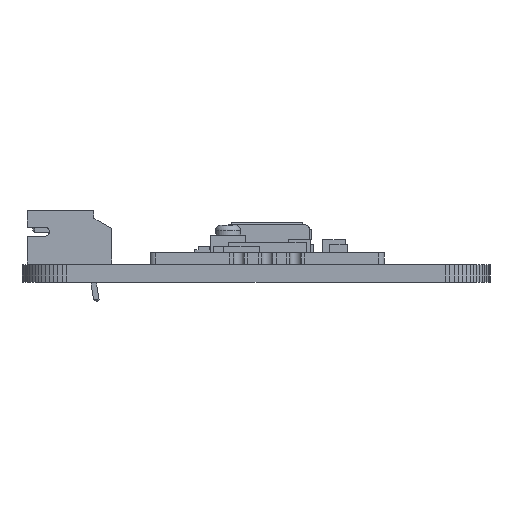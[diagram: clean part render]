
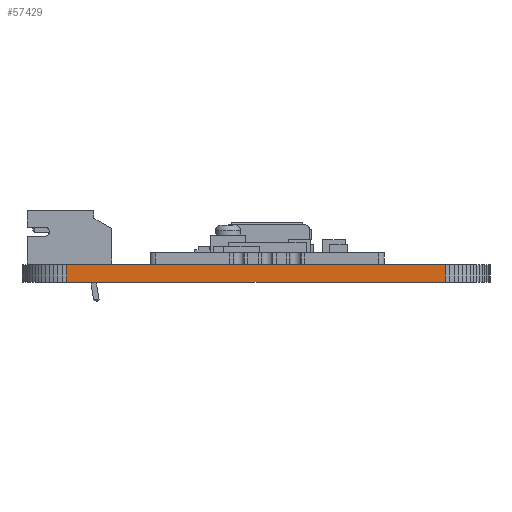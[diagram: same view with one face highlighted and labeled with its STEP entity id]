
A CAD part, front view. The second image highlights one B-rep face of the part: STEP entity #57429.
In plain terms, the highlighted planar face has unit normal (0, -1, 0).
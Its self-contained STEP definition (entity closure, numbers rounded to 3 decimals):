
#48092 = PLANE('',#48093);
#48093 = AXIS2_PLACEMENT_3D('',#48094,#48095,#48096);
#48094 = CARTESIAN_POINT('',(63.,-50.,1.58));
#48095 = DIRECTION('',(-0.,-0.,-1.));
#48096 = DIRECTION('',(-1.,0.,0.));
#48146 = PLANE('',#48147);
#48147 = AXIS2_PLACEMENT_3D('',#48148,#48149,#48150);
#48148 = CARTESIAN_POINT('',(63.,-50.,0.));
#48149 = DIRECTION('',(-0.,-0.,-1.));
#48150 = DIRECTION('',(-1.,0.,0.));
#49123 = VERTEX_POINT('',#49124);
#49124 = CARTESIAN_POINT('',(80.,-80.,0.));
#49138 = PLANE('',#49139);
#49139 = AXIS2_PLACEMENT_3D('',#49140,#49141,#49142);
#49140 = CARTESIAN_POINT('',(80.392,-79.981,0.));
#49141 = DIRECTION('',(0.049,-0.999,0.));
#49142 = DIRECTION('',(-0.999,-0.049,0.));
#49150 = EDGE_CURVE('',#49123,#49151,#49153,.T.);
#49151 = VERTEX_POINT('',#49152);
#49152 = CARTESIAN_POINT('',(46.,-80.,0.));
#49153 = SURFACE_CURVE('',#49154,(#49158,#49165),.PCURVE_S1.);
#49154 = LINE('',#49155,#49156);
#49155 = CARTESIAN_POINT('',(80.,-80.,0.));
#49156 = VECTOR('',#49157,1.);
#49157 = DIRECTION('',(-1.,0.,0.));
#49158 = PCURVE('',#48146,#49159);
#49159 = DEFINITIONAL_REPRESENTATION('',(#49160),#49164);
#49160 = LINE('',#49161,#49162);
#49161 = CARTESIAN_POINT('',(-17.,-30.));
#49162 = VECTOR('',#49163,1.);
#49163 = DIRECTION('',(1.,0.));
#49164 = ( GEOMETRIC_REPRESENTATION_CONTEXT(2) 
PARAMETRIC_REPRESENTATION_CONTEXT() REPRESENTATION_CONTEXT('2D SPACE',''
  ) );
#49165 = PCURVE('',#49166,#49171);
#49166 = PLANE('',#49167);
#49167 = AXIS2_PLACEMENT_3D('',#49168,#49169,#49170);
#49168 = CARTESIAN_POINT('',(80.,-80.,0.));
#49169 = DIRECTION('',(0.,-1.,0.));
#49170 = DIRECTION('',(-1.,0.,0.));
#49171 = DEFINITIONAL_REPRESENTATION('',(#49172),#49176);
#49172 = LINE('',#49173,#49174);
#49173 = CARTESIAN_POINT('',(0.,-0.));
#49174 = VECTOR('',#49175,1.);
#49175 = DIRECTION('',(1.,0.));
#49176 = ( GEOMETRIC_REPRESENTATION_CONTEXT(2) 
PARAMETRIC_REPRESENTATION_CONTEXT() REPRESENTATION_CONTEXT('2D SPACE',''
  ) );
#49194 = PLANE('',#49195);
#49195 = AXIS2_PLACEMENT_3D('',#49196,#49197,#49198);
#49196 = CARTESIAN_POINT('',(46.,-80.,0.));
#49197 = DIRECTION('',(-0.049,-0.999,0.));
#49198 = DIRECTION('',(-0.999,0.049,0.));
#53037 = VERTEX_POINT('',#53038);
#53038 = CARTESIAN_POINT('',(80.,-80.,1.58));
#53059 = EDGE_CURVE('',#53037,#53060,#53062,.T.);
#53060 = VERTEX_POINT('',#53061);
#53061 = CARTESIAN_POINT('',(46.,-80.,1.58));
#53062 = SURFACE_CURVE('',#53063,(#53067,#53074),.PCURVE_S1.);
#53063 = LINE('',#53064,#53065);
#53064 = CARTESIAN_POINT('',(80.,-80.,1.58));
#53065 = VECTOR('',#53066,1.);
#53066 = DIRECTION('',(-1.,0.,0.));
#53067 = PCURVE('',#48092,#53068);
#53068 = DEFINITIONAL_REPRESENTATION('',(#53069),#53073);
#53069 = LINE('',#53070,#53071);
#53070 = CARTESIAN_POINT('',(-17.,-30.));
#53071 = VECTOR('',#53072,1.);
#53072 = DIRECTION('',(1.,0.));
#53073 = ( GEOMETRIC_REPRESENTATION_CONTEXT(2) 
PARAMETRIC_REPRESENTATION_CONTEXT() REPRESENTATION_CONTEXT('2D SPACE',''
  ) );
#53074 = PCURVE('',#49166,#53075);
#53075 = DEFINITIONAL_REPRESENTATION('',(#53076),#53080);
#53076 = LINE('',#53077,#53078);
#53077 = CARTESIAN_POINT('',(0.,-1.58));
#53078 = VECTOR('',#53079,1.);
#53079 = DIRECTION('',(1.,0.));
#53080 = ( GEOMETRIC_REPRESENTATION_CONTEXT(2) 
PARAMETRIC_REPRESENTATION_CONTEXT() REPRESENTATION_CONTEXT('2D SPACE',''
  ) );
#57381 = EDGE_CURVE('',#49123,#53037,#57382,.T.);
#57382 = SURFACE_CURVE('',#57383,(#57387,#57394),.PCURVE_S1.);
#57383 = LINE('',#57384,#57385);
#57384 = CARTESIAN_POINT('',(80.,-80.,0.));
#57385 = VECTOR('',#57386,1.);
#57386 = DIRECTION('',(0.,0.,1.));
#57387 = PCURVE('',#49138,#57388);
#57388 = DEFINITIONAL_REPRESENTATION('',(#57389),#57393);
#57389 = LINE('',#57390,#57391);
#57390 = CARTESIAN_POINT('',(0.393,0.));
#57391 = VECTOR('',#57392,1.);
#57392 = DIRECTION('',(0.,-1.));
#57393 = ( GEOMETRIC_REPRESENTATION_CONTEXT(2) 
PARAMETRIC_REPRESENTATION_CONTEXT() REPRESENTATION_CONTEXT('2D SPACE',''
  ) );
#57394 = PCURVE('',#49166,#57395);
#57395 = DEFINITIONAL_REPRESENTATION('',(#57396),#57400);
#57396 = LINE('',#57397,#57398);
#57397 = CARTESIAN_POINT('',(0.,-0.));
#57398 = VECTOR('',#57399,1.);
#57399 = DIRECTION('',(0.,-1.));
#57400 = ( GEOMETRIC_REPRESENTATION_CONTEXT(2) 
PARAMETRIC_REPRESENTATION_CONTEXT() REPRESENTATION_CONTEXT('2D SPACE',''
  ) );
#57429 = ADVANCED_FACE('',(#57430),#49166,.T.);
#57430 = FACE_BOUND('',#57431,.T.);
#57431 = EDGE_LOOP('',(#57432,#57433,#57434,#57455));
#57432 = ORIENTED_EDGE('',*,*,#57381,.T.);
#57433 = ORIENTED_EDGE('',*,*,#53059,.T.);
#57434 = ORIENTED_EDGE('',*,*,#57435,.F.);
#57435 = EDGE_CURVE('',#49151,#53060,#57436,.T.);
#57436 = SURFACE_CURVE('',#57437,(#57441,#57448),.PCURVE_S1.);
#57437 = LINE('',#57438,#57439);
#57438 = CARTESIAN_POINT('',(46.,-80.,0.));
#57439 = VECTOR('',#57440,1.);
#57440 = DIRECTION('',(0.,0.,1.));
#57441 = PCURVE('',#49166,#57442);
#57442 = DEFINITIONAL_REPRESENTATION('',(#57443),#57447);
#57443 = LINE('',#57444,#57445);
#57444 = CARTESIAN_POINT('',(34.,0.));
#57445 = VECTOR('',#57446,1.);
#57446 = DIRECTION('',(0.,-1.));
#57447 = ( GEOMETRIC_REPRESENTATION_CONTEXT(2) 
PARAMETRIC_REPRESENTATION_CONTEXT() REPRESENTATION_CONTEXT('2D SPACE',''
  ) );
#57448 = PCURVE('',#49194,#57449);
#57449 = DEFINITIONAL_REPRESENTATION('',(#57450),#57454);
#57450 = LINE('',#57451,#57452);
#57451 = CARTESIAN_POINT('',(0.,0.));
#57452 = VECTOR('',#57453,1.);
#57453 = DIRECTION('',(0.,-1.));
#57454 = ( GEOMETRIC_REPRESENTATION_CONTEXT(2) 
PARAMETRIC_REPRESENTATION_CONTEXT() REPRESENTATION_CONTEXT('2D SPACE',''
  ) );
#57455 = ORIENTED_EDGE('',*,*,#49150,.F.);
